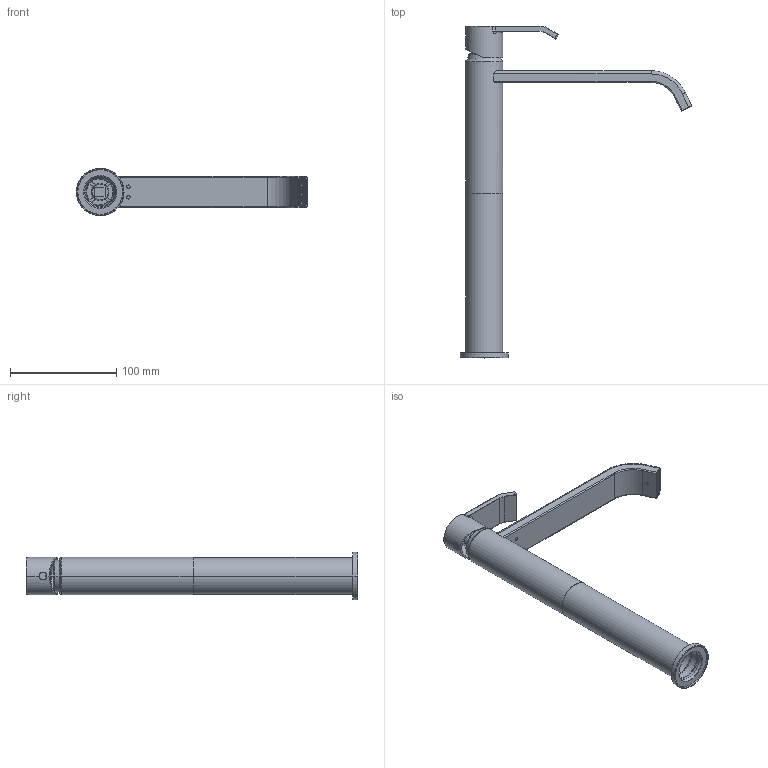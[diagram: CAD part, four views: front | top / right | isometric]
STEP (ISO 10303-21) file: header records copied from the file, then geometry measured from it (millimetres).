
FILE_DESCRIPTION(('STEP AP203'),'1');
FILE_NAME('Stile 2.stp','2025-12-15T08:30:21',(' '),(' '),'Spatial InterOp 3D',' ',' ');
FILE_SCHEMA(('CONFIG_CONTROL_DESIGN'));
Length unit declared in the file: millimetre
Products named in the file (1): 1
Bounding box: 217.4 x 312.05 x 44.8 mm (x, y, z)
Surface area: 81816.3 mm2 (no closed solid volume)
Topology: 0 solids, 23 shells, 221 faces, 963 edges, 738 vertices
Faces by surface type: plane 96, cylinder 59, cone 39, torus 23, bspline 4
Entity records: 10581 total; most frequent: CARTESIAN_POINT 2733, DIRECTION 1620, ORIENTED_EDGE 1386, EDGE_CURVE 961, VERTEX_POINT 738, LINE 644, VECTOR 644, AXIS2_PLACEMENT_3D 488
